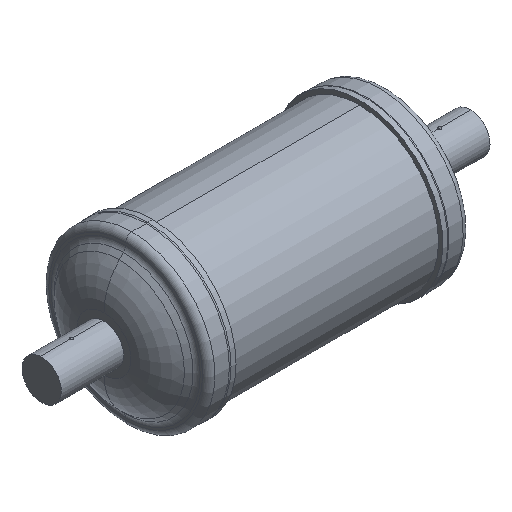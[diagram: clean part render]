
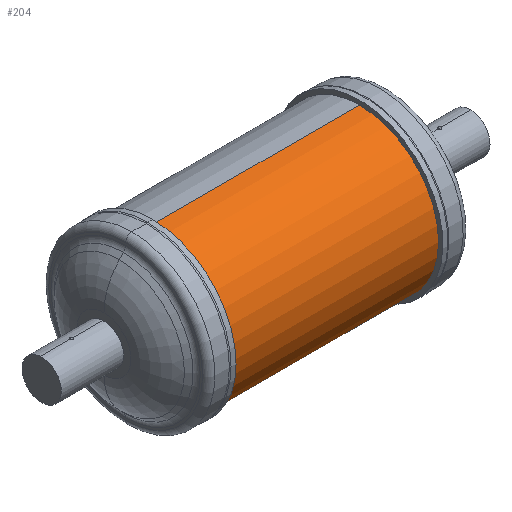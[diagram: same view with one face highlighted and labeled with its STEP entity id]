
A CAD part, isometric view. The second image highlights one B-rep face of the part: STEP entity #204.
In plain terms, the highlighted cylindrical face has radius 31.75 mm (diameter 63.5 mm), a partial arc.
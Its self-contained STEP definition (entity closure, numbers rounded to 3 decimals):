
#140 = DIRECTION ( 'NONE',  ( 1., 0., 0. ) ) ;
#200 = CARTESIAN_POINT ( 'NONE',  ( 100., 0., -31.75 ) ) ;
#201 = VERTEX_POINT ( 'NONE', #1419 ) ;
#204 = ADVANCED_FACE ( 'NONE', ( #1055 ), #231, .T. ) ;
#231 = CYLINDRICAL_SURFACE ( 'NONE', #647, 31.75 ) ;
#293 = ORIENTED_EDGE ( 'NONE', *, *, #960, .F. ) ;
#312 = LINE ( 'NONE', #555, #1410 ) ;
#335 = VERTEX_POINT ( 'NONE', #1246 ) ;
#390 = VERTEX_POINT ( 'NONE', #1376 ) ;
#414 = VECTOR ( 'NONE', #1162, 1000. ) ;
#493 = DIRECTION ( 'NONE',  ( 0., 0., 1. ) ) ;
#512 = VERTEX_POINT ( 'NONE', #1039 ) ;
#516 = AXIS2_PLACEMENT_3D ( 'NONE', #634, #140, #953 ) ;
#555 = CARTESIAN_POINT ( 'NONE',  ( 100., 0., 31.75 ) ) ;
#634 = CARTESIAN_POINT ( 'NONE',  ( 9.2, 0., 0. ) ) ;
#647 = AXIS2_PLACEMENT_3D ( 'NONE', #951, #722, #493 ) ;
#665 = ORIENTED_EDGE ( 'NONE', *, *, #1205, .T. ) ;
#719 = CIRCLE ( 'NONE', #516, 31.75 ) ;
#722 = DIRECTION ( 'NONE',  ( -1., 0., 0. ) ) ;
#742 = AXIS2_PLACEMENT_3D ( 'NONE', #1267, #909, #1154 ) ;
#909 = DIRECTION ( 'NONE',  ( -1., 0., 0. ) ) ;
#929 = LINE ( 'NONE', #200, #414 ) ;
#938 = EDGE_CURVE ( 'NONE', #335, #201, #1195, .T. ) ;
#951 = CARTESIAN_POINT ( 'NONE',  ( 100., 0., 0. ) ) ;
#953 = DIRECTION ( 'NONE',  ( 0., 0., -1. ) ) ;
#960 = EDGE_CURVE ( 'NONE', #335, #512, #929, .T. ) ;
#1017 = DIRECTION ( 'NONE',  ( -1., 0., 0. ) ) ;
#1039 = CARTESIAN_POINT ( 'NONE',  ( 9.2, 0., -31.75 ) ) ;
#1055 = FACE_OUTER_BOUND ( 'NONE', #1090, .T. ) ;
#1090 = EDGE_LOOP ( 'NONE', ( #293, #1231, #1158, #665 ) ) ;
#1154 = DIRECTION ( 'NONE',  ( 0., 0., 1. ) ) ;
#1158 = ORIENTED_EDGE ( 'NONE', *, *, #1307, .T. ) ;
#1162 = DIRECTION ( 'NONE',  ( -1., 0., 0. ) ) ;
#1195 = CIRCLE ( 'NONE', #742, 31.75 ) ;
#1205 = EDGE_CURVE ( 'NONE', #390, #512, #719, .T. ) ;
#1231 = ORIENTED_EDGE ( 'NONE', *, *, #938, .T. ) ;
#1246 = CARTESIAN_POINT ( 'NONE',  ( 92.2, 0., -31.75 ) ) ;
#1267 = CARTESIAN_POINT ( 'NONE',  ( 92.2, 0., 0. ) ) ;
#1307 = EDGE_CURVE ( 'NONE', #201, #390, #312, .T. ) ;
#1376 = CARTESIAN_POINT ( 'NONE',  ( 9.2, 0., 31.75 ) ) ;
#1410 = VECTOR ( 'NONE', #1017, 1000. ) ;
#1419 = CARTESIAN_POINT ( 'NONE',  ( 92.2, 0., 31.75 ) ) ;
